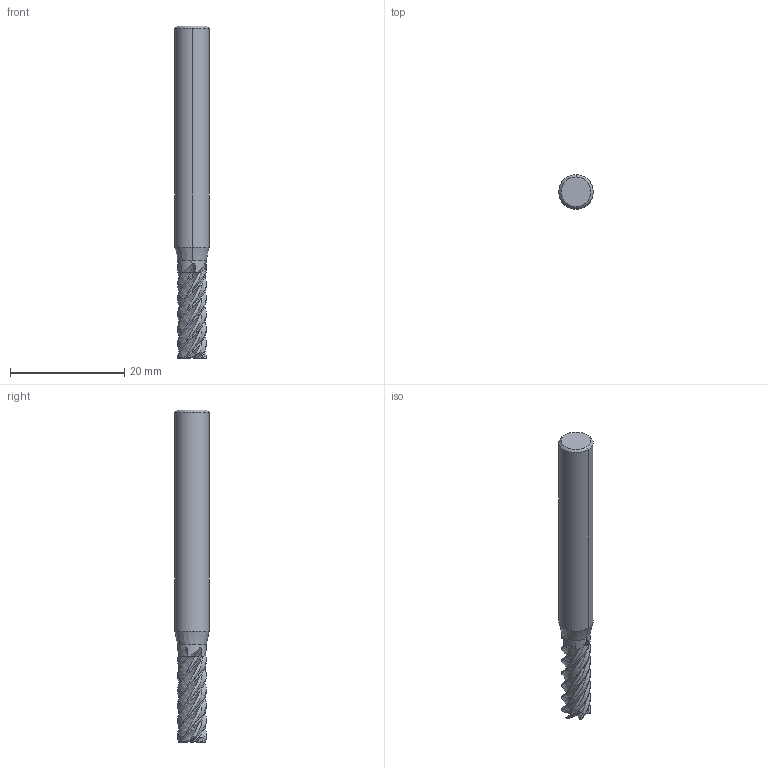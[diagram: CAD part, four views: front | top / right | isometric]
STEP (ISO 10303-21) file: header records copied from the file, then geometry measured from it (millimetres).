
FILE_DESCRIPTION(('no description'),'unknown implementation level');
FILE_NAME('K201523-5X15-Detail.stp',' ',('CIMSOURCE GmbH'),('CADClick - KiM GmbH - www.kimweb.de'),'unknown preprocess','ACIS','unknown authorization');
FILE_SCHEMA(('automotive_design'));
Length unit declared in the file: millimetre
Products named in the file (2): NOCUT; CUT
Bounding box: 6 x 6 x 58 mm (x, y, z)
Volume: 1352.3 mm3; surface area: 1419.2 mm2
Topology: 2 solids, 2 shells, 191 faces, 550 edges, 362 vertices
Faces by surface type: plane 81, bspline 54, cone 24, revolution 24, cylinder 8
Entity records: 31363 total; most frequent: CARTESIAN_POINT 20765, STYLED_ITEM 1105, PRESENTATION_STYLE_ASSIGNMENT 1105, COLOUR_RGB 1105, ORIENTED_EDGE 1100, DIRECTION 704, EDGE_CURVE 550, CURVE_STYLE 550
